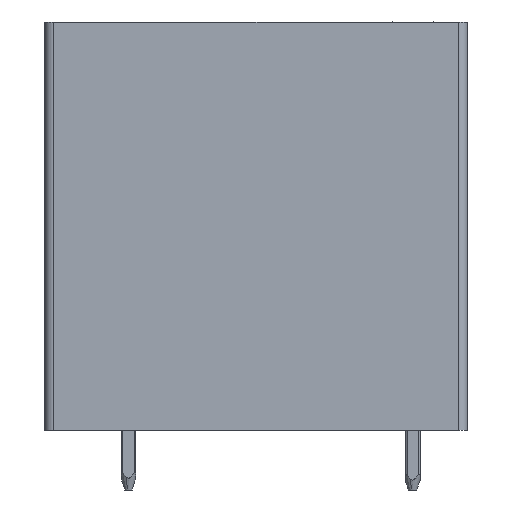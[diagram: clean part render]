
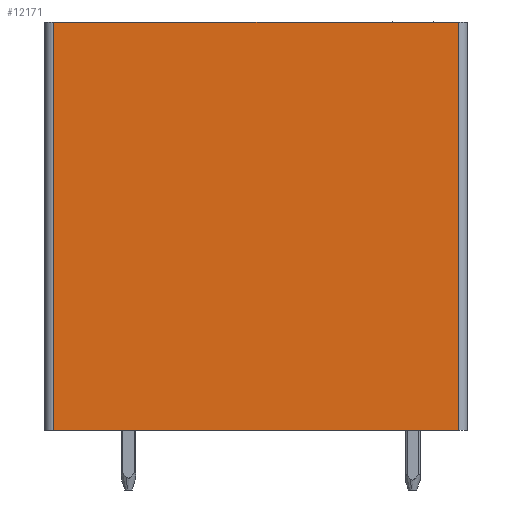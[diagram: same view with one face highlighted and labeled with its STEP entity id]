
A CAD part, left-side view. The second image highlights one B-rep face of the part: STEP entity #12171.
In plain terms, the highlighted planar face has unit normal (-1, 0, 0).
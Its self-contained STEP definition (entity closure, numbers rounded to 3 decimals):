
#12158=AXIS2_PLACEMENT_3D('Plane Axis2P3D',#12155,#12156,#12157) ;
#8290=CARTESIAN_POINT('Vertex',(0.,22.2,25.1)) ;
#8293=CARTESIAN_POINT('Line Origine',(0.,11.35,25.1)) ;
#8297=CARTESIAN_POINT('Vertex',(0.,0.5,25.1)) ;
#12105=CARTESIAN_POINT('Line Origine',(0.,0.5,14.15)) ;
#12109=CARTESIAN_POINT('Vertex',(0.,0.5,3.2)) ;
#12140=CARTESIAN_POINT('Vertex',(0.,22.2,3.2)) ;
#12143=CARTESIAN_POINT('Line Origine',(0.,22.2,14.15)) ;
#12155=CARTESIAN_POINT('Axis2P3D Location',(0.,0.,0.)) ;
#12160=CARTESIAN_POINT('Line Origine',(0.,11.35,3.2)) ;
#8294=DIRECTION('Vector Direction',(0.,-1.,0.)) ;
#12106=DIRECTION('Vector Direction',(0.,0.,1.)) ;
#12144=DIRECTION('Vector Direction',(0.,0.,1.)) ;
#12156=DIRECTION('Axis2P3D Direction',(-1.,0.,0.)) ;
#12157=DIRECTION('Axis2P3D XDirection',(0.,0.,1.)) ;
#12161=DIRECTION('Vector Direction',(0.,-1.,0.)) ;
#8295=VECTOR('Line Direction',#8294,1.) ;
#12107=VECTOR('Line Direction',#12106,1.) ;
#12145=VECTOR('Line Direction',#12144,1.) ;
#12162=VECTOR('Line Direction',#12161,1.) ;
#12166=ORIENTED_EDGE('',*,*,#8299,.T.) ;
#12167=ORIENTED_EDGE('',*,*,#12147,.T.) ;
#12168=ORIENTED_EDGE('',*,*,#12164,.T.) ;
#12169=ORIENTED_EDGE('',*,*,#12111,.T.) ;
#12171=ADVANCED_FACE('HOUSING',(#12170),#12159,.T.) ;
#8299=EDGE_CURVE('',#8298,#8291,#8296,.F.) ;
#12111=EDGE_CURVE('',#12110,#8298,#12108,.T.) ;
#12147=EDGE_CURVE('',#8291,#12141,#12146,.F.) ;
#12164=EDGE_CURVE('',#12141,#12110,#12163,.T.) ;
#12165=EDGE_LOOP('',(#12166,#12167,#12168,#12169)) ;
#12170=FACE_OUTER_BOUND('',#12165,.T.) ;
#8296=LINE('Line',#8293,#8295) ;
#12108=LINE('Line',#12105,#12107) ;
#12146=LINE('Line',#12143,#12145) ;
#12163=LINE('Line',#12160,#12162) ;
#12159=PLANE('',#12158) ;
#8291=VERTEX_POINT('',#8290) ;
#8298=VERTEX_POINT('',#8297) ;
#12110=VERTEX_POINT('',#12109) ;
#12141=VERTEX_POINT('',#12140) ;
